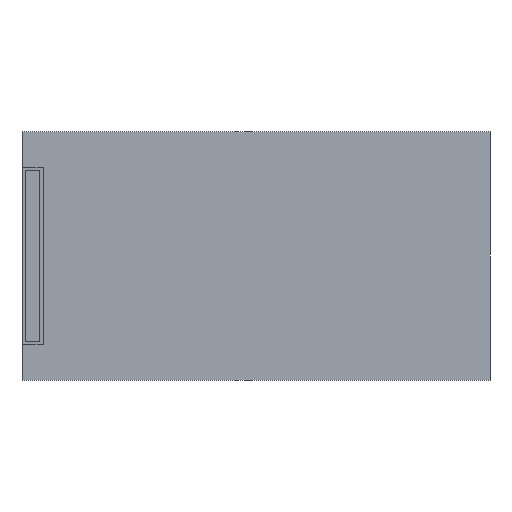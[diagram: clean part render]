
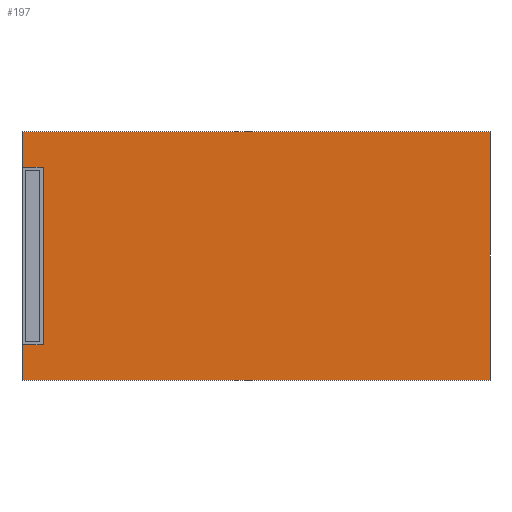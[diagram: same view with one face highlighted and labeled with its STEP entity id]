
A CAD part, front view. The second image highlights one B-rep face of the part: STEP entity #197.
In plain terms, the highlighted planar face has unit normal (0, -1, 0).
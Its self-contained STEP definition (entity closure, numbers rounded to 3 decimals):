
#124=CARTESIAN_POINT('',(-54.0,0.0,-44.6));
#125=VERTEX_POINT('',#124);
#126=CARTESIAN_POINT('',(-54.0,0.0,14.9));
#127=VERTEX_POINT('',#126);
#128=CARTESIAN_POINT('',(-54.0,0.0,-44.6));
#129=DIRECTION('',(0.0,0.0,1.0));
#130=VECTOR('',#129,1.0);
#131=LINE('',#128,#130);
#132=EDGE_CURVE('no 62',#125,#127,#131,.T.);
#133=ORIENTED_EDGE('',*,*,#132,.F.);
#134=CARTESIAN_POINT('',(58.0,0.0,-44.6));
#135=VERTEX_POINT('',#134);
#136=CARTESIAN_POINT('',(-54.0,0.0,-44.6));
#137=DIRECTION('',(-1.0,0.0,0.0));
#138=VECTOR('',#137,1.0);
#139=LINE('',#136,#138);
#140=EDGE_CURVE('no 50',#135,#125,#139,.T.);
#141=ORIENTED_EDGE('',*,*,#140,.F.);
#142=CARTESIAN_POINT('',(58.0,0.0,14.9));
#143=VERTEX_POINT('',#142);
#144=CARTESIAN_POINT('',(58.0,0.0,-44.6));
#145=DIRECTION('',(0.0,0.0,-1.0));
#146=VECTOR('',#145,1.0);
#147=LINE('',#144,#146);
#148=EDGE_CURVE('no 54',#143,#135,#147,.T.);
#149=ORIENTED_EDGE('',*,*,#148,.F.);
#150=CARTESIAN_POINT('',(-54.0,0.0,14.9));
#151=DIRECTION('',(1.0,0.0,0.0));
#152=VECTOR('',#151,1.0);
#153=LINE('',#150,#152);
#154=EDGE_CURVE('no 58',#127,#143,#153,.T.);
#155=ORIENTED_EDGE('',*,*,#154,.F.);
#156=EDGE_LOOP('',(#133,#141,#149,#155));
#157=FACE_OUTER_BOUND('',#156,.T.);
#158=CARTESIAN_POINT('',(-53.9,0.0,6.4));
#159=VERTEX_POINT('',#158);
#160=CARTESIAN_POINT('',(-53.9,0.0,-36.1));
#161=VERTEX_POINT('',#160);
#162=CARTESIAN_POINT('',(-53.9,0.0,6.4));
#163=DIRECTION('',(0.0,0.0,-1.0));
#164=VECTOR('',#163,1.0);
#165=LINE('',#162,#164);
#166=EDGE_CURVE('no 418',#159,#161,#165,.T.);
#167=ORIENTED_EDGE('',*,*,#166,.F.);
#168=CARTESIAN_POINT('',(-48.9,0.0,6.4));
#169=VERTEX_POINT('',#168);
#170=CARTESIAN_POINT('',(-53.9,0.0,6.4));
#171=DIRECTION('',(-1.0,0.0,0.0));
#172=VECTOR('',#171,1.0);
#173=LINE('',#170,#172);
#174=EDGE_CURVE('no 430',#169,#159,#173,.T.);
#175=ORIENTED_EDGE('',*,*,#174,.F.);
#176=CARTESIAN_POINT('',(-48.9,0.0,-36.1));
#177=VERTEX_POINT('',#176);
#178=CARTESIAN_POINT('',(-48.9,0.0,6.4));
#179=DIRECTION('',(0.0,0.0,1.0));
#180=VECTOR('',#179,1.0);
#181=LINE('',#178,#180);
#182=EDGE_CURVE('no 426',#177,#169,#181,.T.);
#183=ORIENTED_EDGE('',*,*,#182,.F.);
#184=CARTESIAN_POINT('',(-53.9,0.0,-36.1));
#185=DIRECTION('',(1.0,0.0,0.0));
#186=VECTOR('',#185,1.0);
#187=LINE('',#184,#186);
#188=EDGE_CURVE('no 422',#161,#177,#187,.T.);
#189=ORIENTED_EDGE('',*,*,#188,.F.);
#190=EDGE_LOOP('',(#167,#175,#183,#189));
#191=FACE_BOUND('',#190,.T.);
#192=CARTESIAN_POINT('',(0.0,0.0,0.0));
#193=DIRECTION('',(0.0,1.0,0.0));
#194=DIRECTION('',(0.0,-0.0,1.0));
#195=AXIS2_PLACEMENT_3D('',#192,#193,#194);
#196=PLANE('',#195);
#197=ADVANCED_FACE('no 415',(#157,#191),#196,.F.);
